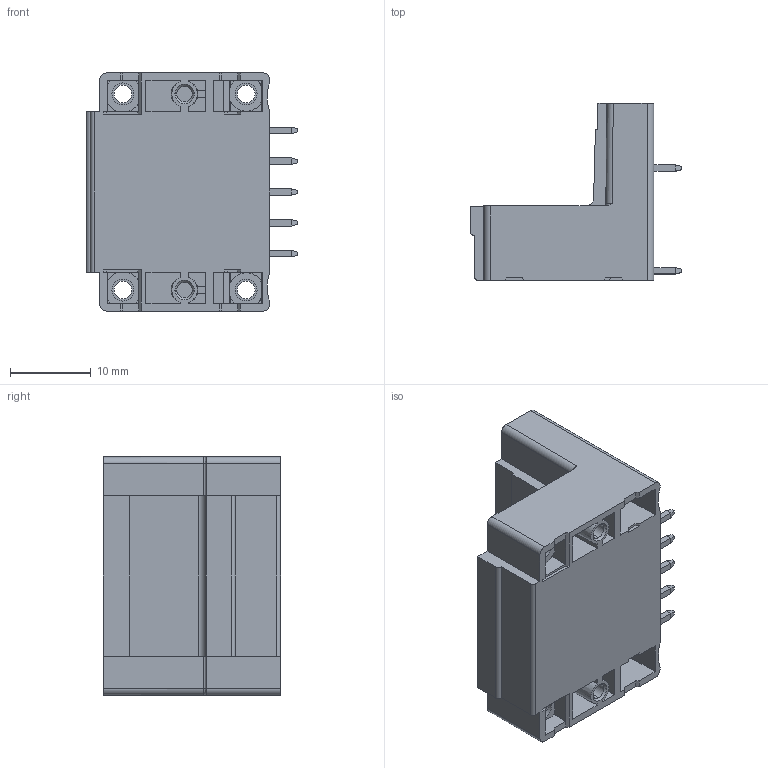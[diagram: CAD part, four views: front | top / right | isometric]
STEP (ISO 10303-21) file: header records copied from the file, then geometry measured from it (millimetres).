
FILE_DESCRIPTION((''),'2;1');
FILE_NAME('TLPHDW-105R-1','2024-09-24T10:26:17',('sheji109'),(''),'CREO PARAMETRIC BY PTC INC, 2018100','CREO PARAMETRIC BY PTC INC, 2018100','');
FILE_SCHEMA(('CONFIG_CONTROL_DESIGN'));
Length unit declared in the file: millimetre
Products named in the file (1): TLPHDW-105R-1
Bounding box: 26.2 x 21.9 x 29.44 mm (x, y, z)
Volume: 5960.1 mm3; surface area: 7320.3 mm2
Topology: 1 solids, 1 shells, 968 faces, 2630 edges, 1704 vertices
Faces by surface type: plane 744, cylinder 199, cone 18, sphere 5, bspline 2
Entity records: 30327 total; most frequent: CARTESIAN_POINT 5631, ORIENTED_EDGE 5250, DIRECTION 4927, EDGE_CURVE 2625, VECTOR 2119, LINE 2119, VERTEX_POINT 1704, AXIS2_PLACEMENT_3D 1404
